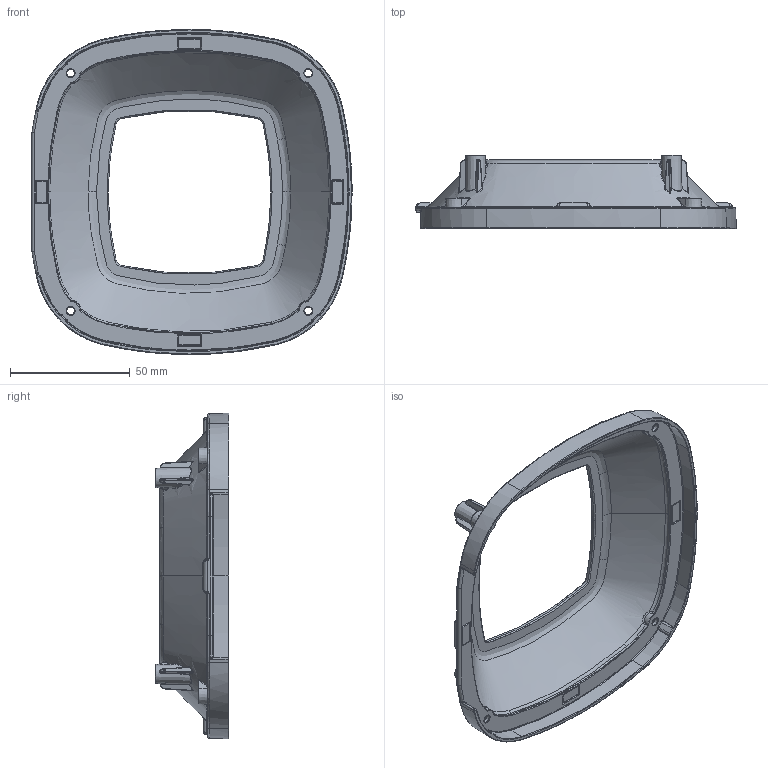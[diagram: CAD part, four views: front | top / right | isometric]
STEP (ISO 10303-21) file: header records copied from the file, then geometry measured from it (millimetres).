
FILE_DESCRIPTION (( 'STEP AP214' ), '1' );
FILE_NAME ('OPT2430.STEP', '2023-03-07T18:58:40', ( '' ), ( '' ), 'SwSTEP 2.0', 'SolidWorks 2021', '' );
FILE_SCHEMA (( 'AUTOMOTIVE_DESIGN' ));
Length unit declared in the file: inch
Products named in the file (1): OPT2430
Bounding box: 133.97 x 30.75 x 136.06 mm (x, y, z)
Volume: 31130.1 mm3; surface area: 38868.8 mm2
Topology: 1 solids, 1 shells, 991 faces, 2366 edges, 1332 vertices
Faces by surface type: bspline 571, cylinder 228, plane 130, cone 62
Full cylindrical faces by diameter (mm): 3.2 x4, 4.25 x8
Entity records: 62172 total; most frequent: CARTESIAN_POINT 44233, ORIENTED_EDGE 4452, DIRECTION 2645, EDGE_CURVE 2226, VERTEX_POINT 1312, AXIS2_PLACEMENT_3D 1080, EDGE_LOOP 1076, FACE_OUTER_BOUND 1025
